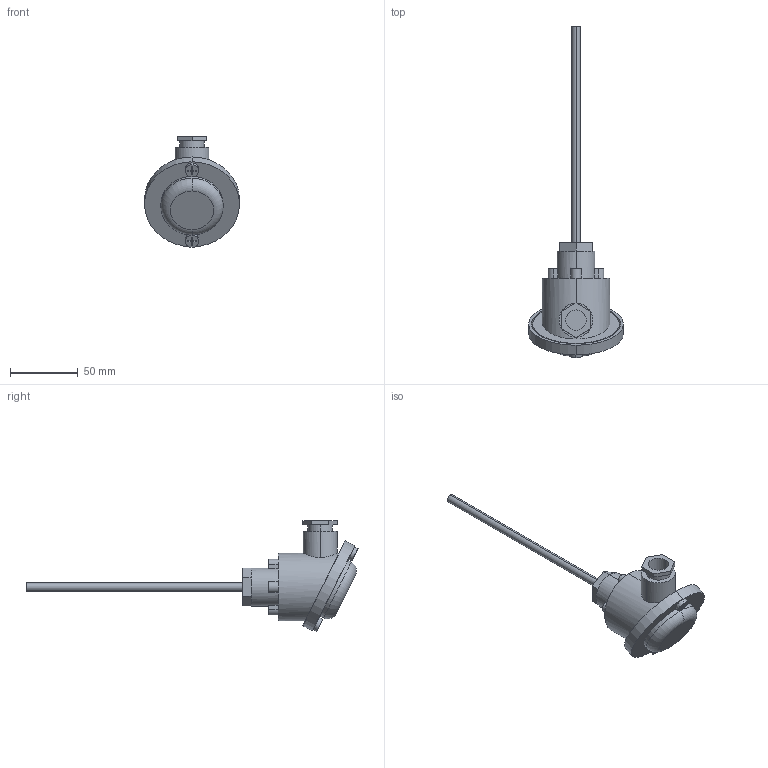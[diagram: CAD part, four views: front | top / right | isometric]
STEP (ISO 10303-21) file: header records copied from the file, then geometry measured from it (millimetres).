
FILE_DESCRIPTION (( 'STEP AP214' ), '1' );
FILE_NAME ('TSD-2-NTC10K-200 Äàò÷èê òåìïåðàòóðû ïîãðóæíîé PT100.STEP', '2020-08-12T10:52:05', ( '' ), ( '' ), 'SwSTEP 2.0', 'SolidWorks 2017', '' );
FILE_SCHEMA (( 'AUTOMOTIVE_DESIGN' ));
Length unit declared in the file: millimetre
Products named in the file (1): TSD-2-NTC10K-200 Äàò÷èê òåìïåðàòóðû ïîãðóæíîé PT100
Bounding box: 70 x 244.91 x 81.7 mm (x, y, z)
Volume: 138856.9 mm3; surface area: 25988.1 mm2
Topology: 1 solids, 1 shells, 96 faces, 238 edges, 158 vertices
Faces by surface type: plane 65, cylinder 29, torus 2
Entity records: 2982 total; most frequent: CARTESIAN_POINT 603, DIRECTION 492, ORIENTED_EDGE 476, EDGE_CURVE 238, LINE 166, VECTOR 166, AXIS2_PLACEMENT_3D 163, VERTEX_POINT 158
